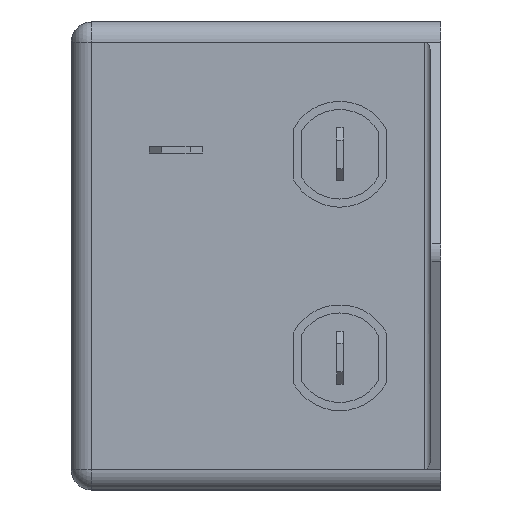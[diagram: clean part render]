
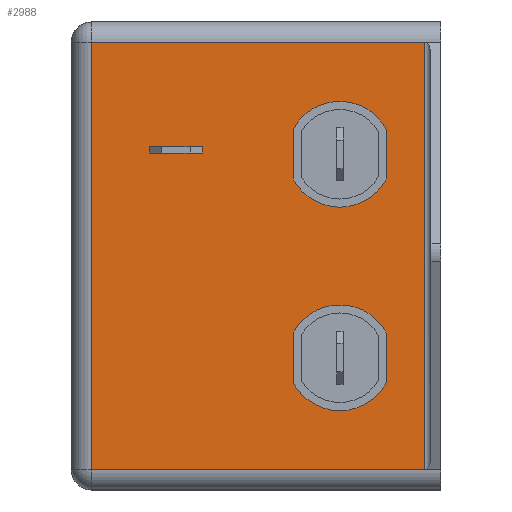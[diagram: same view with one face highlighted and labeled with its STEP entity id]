
A CAD part, left-side view. The second image highlights one B-rep face of the part: STEP entity #2988.
In plain terms, the highlighted planar face has unit normal (-1, 0, 0).
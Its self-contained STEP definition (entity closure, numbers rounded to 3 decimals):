
#2 = CARTESIAN_POINT ( 'NONE',  ( -65.25, 12.4, -12.5 ) ) ;
#22 = CIRCLE ( 'NONE', #4038, 6.5 ) ;
#47 = CARTESIAN_POINT ( 'NONE',  ( -65.25, 42.9, 26.25 ) ) ;
#75 = ORIENTED_EDGE ( 'NONE', *, *, #400, .F. ) ;
#144 = CARTESIAN_POINT ( 'NONE',  ( -65.25, 18.15, 15.531 ) ) ;
#155 = CARTESIAN_POINT ( 'NONE',  ( -65.25, 35.8, 12.65 ) ) ;
#185 = ORIENTED_EDGE ( 'NONE', *, *, #1496, .F. ) ;
#246 = DIRECTION ( 'NONE',  ( 0., 0., -1. ) ) ;
#289 = VERTEX_POINT ( 'NONE', #1015 ) ;
#304 = VECTOR ( 'NONE', #1089, 1000. ) ;
#308 = CARTESIAN_POINT ( 'NONE',  ( -65.25, 12.4, 12.5 ) ) ;
#314 = DIRECTION ( 'NONE',  ( 0., -1., 0. ) ) ;
#328 = ORIENTED_EDGE ( 'NONE', *, *, #3424, .F. ) ;
#345 = DIRECTION ( 'NONE',  ( 0., 0., -1. ) ) ;
#350 = LINE ( 'NONE', #155, #1226 ) ;
#375 = CARTESIAN_POINT ( 'NONE',  ( -65.25, 6.65, 15.531 ) ) ;
#383 = VERTEX_POINT ( 'NONE', #3105 ) ;
#400 = EDGE_CURVE ( 'NONE', #1657, #1555, #1248, .T. ) ;
#484 = DIRECTION ( 'NONE',  ( 0., 0., -1. ) ) ;
#531 = ORIENTED_EDGE ( 'NONE', *, *, #2256, .F. ) ;
#537 = LINE ( 'NONE', #3599, #2947 ) ;
#548 = VERTEX_POINT ( 'NONE', #3508 ) ;
#568 = DIRECTION ( 'NONE',  ( -1., 0., 0. ) ) ;
#584 = AXIS2_PLACEMENT_3D ( 'NONE', #3988, #2164, #246 ) ;
#630 = AXIS2_PLACEMENT_3D ( 'NONE', #2, #2265, #345 ) ;
#637 = DIRECTION ( 'NONE',  ( 0., 0., -1. ) ) ;
#645 = CARTESIAN_POINT ( 'NONE',  ( -65.25, 18.15, -15.531 ) ) ;
#688 = VERTEX_POINT ( 'NONE', #144 ) ;
#708 = DIRECTION ( 'NONE',  ( -1., 0., 0. ) ) ;
#735 = VERTEX_POINT ( 'NONE', #1177 ) ;
#761 = DIRECTION ( 'NONE',  ( -1., 0., 0. ) ) ;
#778 = DIRECTION ( 'NONE',  ( 0., 0., -1. ) ) ;
#793 = ORIENTED_EDGE ( 'NONE', *, *, #2953, .T. ) ;
#809 = CIRCLE ( 'NONE', #630, 6.5 ) ;
#847 = EDGE_CURVE ( 'NONE', #2396, #3336, #537, .T. ) ;
#888 = AXIS2_PLACEMENT_3D ( 'NONE', #3985, #568, #2793 ) ;
#962 = VECTOR ( 'NONE', #972, 1000. ) ;
#972 = DIRECTION ( 'NONE',  ( 0., 0., -1. ) ) ;
#1015 = CARTESIAN_POINT ( 'NONE',  ( -65.25, 18.15, 9.469 ) ) ;
#1089 = DIRECTION ( 'NONE',  ( 0., 1., 0. ) ) ;
#1103 = VERTEX_POINT ( 'NONE', #2817 ) ;
#1134 = CARTESIAN_POINT ( 'NONE',  ( -65.25, 6.65, -9.469 ) ) ;
#1150 = CARTESIAN_POINT ( 'NONE',  ( -65.25, 6.65, -15.531 ) ) ;
#1177 = CARTESIAN_POINT ( 'NONE',  ( -65.25, 12.4, 6. ) ) ;
#1180 = CARTESIAN_POINT ( 'NONE',  ( -65.25, 35.8, 12.65 ) ) ;
#1181 = LINE ( 'NONE', #2973, #304 ) ;
#1185 = LINE ( 'NONE', #3175, #2856 ) ;
#1197 = EDGE_LOOP ( 'NONE', ( #1485, #3906, #3413, #185, #1992 ) ) ;
#1199 = DIRECTION ( 'NONE',  ( 0., 0., 1. ) ) ;
#1226 = VECTOR ( 'NONE', #484, 1000. ) ;
#1248 = CIRCLE ( 'NONE', #1778, 6.5 ) ;
#1281 = EDGE_CURVE ( 'NONE', #2489, #688, #3755, .T. ) ;
#1298 = ORIENTED_EDGE ( 'NONE', *, *, #2836, .F. ) ;
#1303 = DIRECTION ( 'NONE',  ( -1., 0., 0. ) ) ;
#1384 = ORIENTED_EDGE ( 'NONE', *, *, #4037, .F. ) ;
#1409 = VECTOR ( 'NONE', #314, 1000. ) ;
#1416 = CARTESIAN_POINT ( 'NONE',  ( -65.25, 42.9, -28.75 ) ) ;
#1431 = CARTESIAN_POINT ( 'NONE',  ( -65.25, 1.95, -26.25 ) ) ;
#1439 = VERTEX_POINT ( 'NONE', #3243 ) ;
#1469 = FACE_BOUND ( 'NONE', #3577, .T. ) ;
#1485 = ORIENTED_EDGE ( 'NONE', *, *, #2133, .F. ) ;
#1496 = EDGE_CURVE ( 'NONE', #688, #289, #2991, .T. ) ;
#1507 = VERTEX_POINT ( 'NONE', #1431 ) ;
#1529 = LINE ( 'NONE', #1416, #2987 ) ;
#1552 = VERTEX_POINT ( 'NONE', #2408 ) ;
#1555 = VERTEX_POINT ( 'NONE', #3303 ) ;
#1611 = ORIENTED_EDGE ( 'NONE', *, *, #3646, .F. ) ;
#1657 = VERTEX_POINT ( 'NONE', #1917 ) ;
#1704 = VERTEX_POINT ( 'NONE', #3132 ) ;
#1712 = EDGE_CURVE ( 'NONE', #289, #735, #2436, .T. ) ;
#1717 = LINE ( 'NONE', #645, #962 ) ;
#1758 = CARTESIAN_POINT ( 'NONE',  ( -65.25, 18.15, 9.469 ) ) ;
#1778 = AXIS2_PLACEMENT_3D ( 'NONE', #2625, #708, #2923 ) ;
#1820 = DIRECTION ( 'NONE',  ( 0., -1., 0. ) ) ;
#1917 = CARTESIAN_POINT ( 'NONE',  ( -65.25, 18.15, -15.531 ) ) ;
#1947 = CARTESIAN_POINT ( 'NONE',  ( -65.25, 29.3, 12.65 ) ) ;
#1992 = ORIENTED_EDGE ( 'NONE', *, *, #1281, .F. ) ;
#2009 = CARTESIAN_POINT ( 'NONE',  ( -65.25, 45.4, 26.25 ) ) ;
#2065 = EDGE_LOOP ( 'NONE', ( #2400, #793, #3179, #2964 ) ) ;
#2118 = LINE ( 'NONE', #2449, #3737 ) ;
#2133 = EDGE_CURVE ( 'NONE', #1704, #2489, #1185, .T. ) ;
#2139 = CARTESIAN_POINT ( 'NONE',  ( -65.25, 1.95, 28.75 ) ) ;
#2160 = VECTOR ( 'NONE', #1199, 1000. ) ;
#2164 = DIRECTION ( 'NONE',  ( -1., 0., 0. ) ) ;
#2192 = VERTEX_POINT ( 'NONE', #47 ) ;
#2208 = VECTOR ( 'NONE', #2944, 1000. ) ;
#2212 = AXIS2_PLACEMENT_3D ( 'NONE', #308, #2555, #637 ) ;
#2256 = EDGE_CURVE ( 'NONE', #1555, #2396, #3357, .T. ) ;
#2265 = DIRECTION ( 'NONE',  ( -1., 0., 0. ) ) ;
#2274 = DIRECTION ( 'NONE',  ( 0., 0., 1. ) ) ;
#2303 = FACE_BOUND ( 'NONE', #1197, .T. ) ;
#2340 = EDGE_CURVE ( 'NONE', #2192, #548, #1529, .T. ) ;
#2365 = LINE ( 'NONE', #3749, #1409 ) ;
#2396 = VERTEX_POINT ( 'NONE', #1150 ) ;
#2398 = DIRECTION ( 'NONE',  ( 0., 0., 1. ) ) ;
#2400 = ORIENTED_EDGE ( 'NONE', *, *, #3148, .T. ) ;
#2408 = CARTESIAN_POINT ( 'NONE',  ( -65.25, 35.8, 13.45 ) ) ;
#2421 = AXIS2_PLACEMENT_3D ( 'NONE', #2672, #761, #2970 ) ;
#2436 = CIRCLE ( 'NONE', #2212, 6.5 ) ;
#2449 = CARTESIAN_POINT ( 'NONE',  ( -65.25, 29.3, 12.65 ) ) ;
#2489 = VERTEX_POINT ( 'NONE', #375 ) ;
#2555 = DIRECTION ( 'NONE',  ( -1., 0., 0. ) ) ;
#2558 = EDGE_CURVE ( 'NONE', #383, #2192, #3827, .T. ) ;
#2625 = CARTESIAN_POINT ( 'NONE',  ( -65.25, 12.4, -12.5 ) ) ;
#2630 = EDGE_CURVE ( 'NONE', #1439, #1552, #1181, .T. ) ;
#2672 = CARTESIAN_POINT ( 'NONE',  ( -65.25, 12.4, -12.5 ) ) ;
#2769 = ORIENTED_EDGE ( 'NONE', *, *, #3833, .F. ) ;
#2793 = DIRECTION ( 'NONE',  ( 0., 0., 1. ) ) ;
#2817 = CARTESIAN_POINT ( 'NONE',  ( -65.25, 18.15, -9.469 ) ) ;
#2836 = EDGE_CURVE ( 'NONE', #1552, #3477, #350, .T. ) ;
#2856 = VECTOR ( 'NONE', #2274, 1000. ) ;
#2923 = DIRECTION ( 'NONE',  ( 0., 0., -1. ) ) ;
#2944 = DIRECTION ( 'NONE',  ( 0., 1., 0. ) ) ;
#2947 = VECTOR ( 'NONE', #2398, 1000. ) ;
#2953 = EDGE_CURVE ( 'NONE', #1507, #383, #3302, .T. ) ;
#2964 = ORIENTED_EDGE ( 'NONE', *, *, #2340, .T. ) ;
#2970 = DIRECTION ( 'NONE',  ( 0., 0., -1. ) ) ;
#2973 = CARTESIAN_POINT ( 'NONE',  ( -65.25, 35.8, 13.45 ) ) ;
#2976 = LINE ( 'NONE', #3069, #2160 ) ;
#2987 = VECTOR ( 'NONE', #3589, 1000. ) ;
#2988 = ADVANCED_FACE ( 'NONE', ( #3031, #2303, #1469, #3824 ), #3695, .T. ) ;
#2991 = LINE ( 'NONE', #1758, #3708 ) ;
#3009 = EDGE_LOOP ( 'NONE', ( #1611, #328, #1298, #3152 ) ) ;
#3031 = FACE_OUTER_BOUND ( 'NONE', #2065, .T. ) ;
#3054 = ORIENTED_EDGE ( 'NONE', *, *, #847, .F. ) ;
#3069 = CARTESIAN_POINT ( 'NONE',  ( -65.25, 29.3, 13.45 ) ) ;
#3105 = CARTESIAN_POINT ( 'NONE',  ( -65.25, 1.95, 26.25 ) ) ;
#3132 = CARTESIAN_POINT ( 'NONE',  ( -65.25, 6.65, 9.469 ) ) ;
#3148 = EDGE_CURVE ( 'NONE', #548, #1507, #2365, .T. ) ;
#3152 = ORIENTED_EDGE ( 'NONE', *, *, #2630, .F. ) ;
#3156 = CARTESIAN_POINT ( 'NONE',  ( -65.25, 12.4, 12.5 ) ) ;
#3175 = CARTESIAN_POINT ( 'NONE',  ( -65.25, 6.65, 15.531 ) ) ;
#3179 = ORIENTED_EDGE ( 'NONE', *, *, #2558, .T. ) ;
#3198 = VECTOR ( 'NONE', #3668, 1000. ) ;
#3243 = CARTESIAN_POINT ( 'NONE',  ( -65.25, 29.3, 13.45 ) ) ;
#3302 = LINE ( 'NONE', #2139, #3198 ) ;
#3303 = CARTESIAN_POINT ( 'NONE',  ( -65.25, 12.4, -19. ) ) ;
#3336 = VERTEX_POINT ( 'NONE', #1134 ) ;
#3357 = CIRCLE ( 'NONE', #2421, 6.5 ) ;
#3413 = ORIENTED_EDGE ( 'NONE', *, *, #1712, .F. ) ;
#3424 = EDGE_CURVE ( 'NONE', #3477, #3807, #2118, .T. ) ;
#3462 = DIRECTION ( 'NONE',  ( 0., 0., -1. ) ) ;
#3477 = VERTEX_POINT ( 'NONE', #1180 ) ;
#3508 = CARTESIAN_POINT ( 'NONE',  ( -65.25, 42.9, -26.25 ) ) ;
#3577 = EDGE_LOOP ( 'NONE', ( #3054, #531, #75, #1384, #2769 ) ) ;
#3589 = DIRECTION ( 'NONE',  ( 0., 0., -1. ) ) ;
#3599 = CARTESIAN_POINT ( 'NONE',  ( -65.25, 6.65, -9.469 ) ) ;
#3646 = EDGE_CURVE ( 'NONE', #3807, #1439, #2976, .T. ) ;
#3668 = DIRECTION ( 'NONE',  ( 0., 0., 1. ) ) ;
#3695 = PLANE ( 'NONE',  #888 ) ;
#3708 = VECTOR ( 'NONE', #778, 1000. ) ;
#3737 = VECTOR ( 'NONE', #1820, 1000. ) ;
#3749 = CARTESIAN_POINT ( 'NONE',  ( -65.25, 45.4, -26.25 ) ) ;
#3755 = CIRCLE ( 'NONE', #584, 6.5 ) ;
#3765 = EDGE_CURVE ( 'NONE', #735, #1704, #22, .T. ) ;
#3807 = VERTEX_POINT ( 'NONE', #1947 ) ;
#3824 = FACE_BOUND ( 'NONE', #3009, .T. ) ;
#3827 = LINE ( 'NONE', #2009, #2208 ) ;
#3833 = EDGE_CURVE ( 'NONE', #3336, #1103, #809, .T. ) ;
#3906 = ORIENTED_EDGE ( 'NONE', *, *, #3765, .F. ) ;
#3985 = CARTESIAN_POINT ( 'NONE',  ( -65.25, 45.4, 28.75 ) ) ;
#3988 = CARTESIAN_POINT ( 'NONE',  ( -65.25, 12.4, 12.5 ) ) ;
#4037 = EDGE_CURVE ( 'NONE', #1103, #1657, #1717, .T. ) ;
#4038 = AXIS2_PLACEMENT_3D ( 'NONE', #3156, #1303, #3462 ) ;
